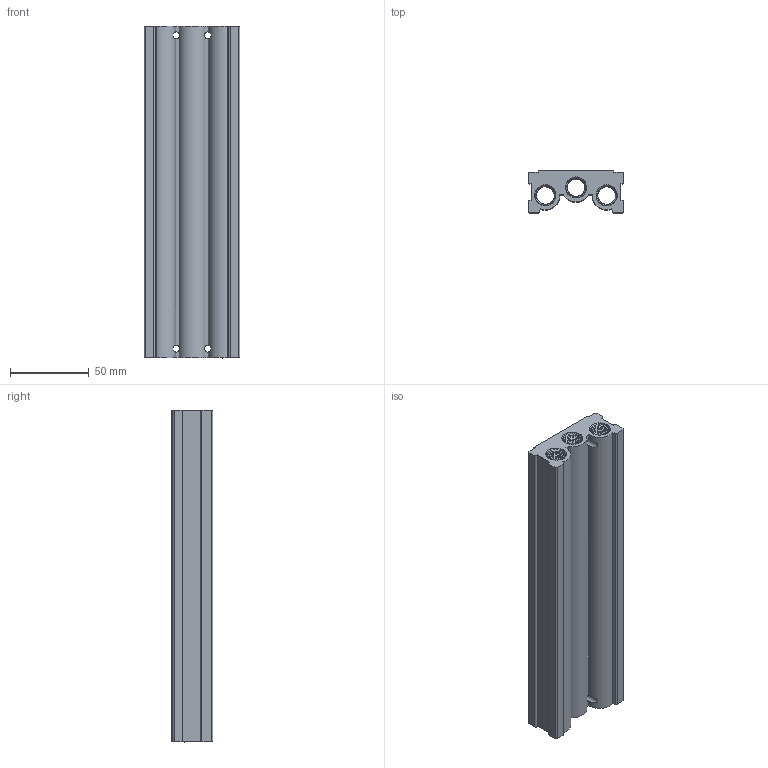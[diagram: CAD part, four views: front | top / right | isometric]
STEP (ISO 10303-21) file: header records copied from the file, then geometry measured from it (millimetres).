
FILE_DESCRIPTION (( 'STEP AP203' ), '1' );
FILE_NAME ('mf2500-m10.STEP', '2011-11-02T07:06:47', ( 'yrd6' ), ( 'Hewlett-Packard Company' ), 'SwSTEP 2.0', 'SolidWorks 2008', '' );
FILE_SCHEMA (( 'CONFIG_CONTROL_DESIGN' ));
Length unit declared in the file: millimetre
Products named in the file (1): mf2500-m10
Bounding box: 61 x 26.5 x 211 mm (x, y, z)
Volume: 184697.1 mm3; surface area: 78001.3 mm2
Topology: 1 solids, 1 shells, 383 faces, 1080 edges, 735 vertices
Faces by surface type: cylinder 248, plane 93, cone 24, bspline 18
Entity records: 24071 total; most frequent: CARTESIAN_POINT 14418, ORIENTED_EDGE 2160, DIRECTION 1819, EDGE_CURVE 1080, VERTEX_POINT 735, AXIS2_PLACEMENT_3D 722, EDGE_LOOP 493, FACE_OUTER_BOUND 383
